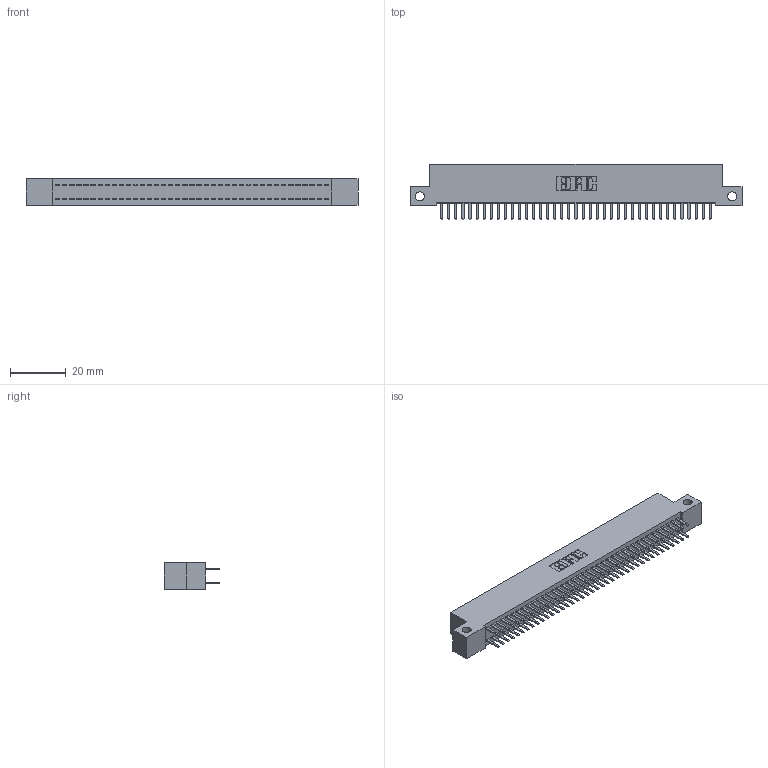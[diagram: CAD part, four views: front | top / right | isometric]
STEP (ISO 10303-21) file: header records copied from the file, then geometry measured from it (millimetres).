
FILE_DESCRIPTION (( 'STEP AP203' ), '1' );
FILE_NAME ('392-078-520-212.STEP', '2018-08-18T01:57:08', ( '' ), ( '' ), 'SwSTEP 2.0', 'SolidWorks 2016', '' );
FILE_SCHEMA (( 'CONFIG_CONTROL_DESIGN' ));
Length unit declared in the file: inch
Products named in the file (3): 392-078-520-212; 342 Part_Side Mount; 345-292-001_345-293-120
Assembly tree (79 placements, depth 2):
  392-078-520-212
    342 Part_Side Mount
    345-292-001_345-293-120  x78
Bounding box: 119.38 x 20.02 x 9.4 mm (x, y, z)
Volume: 10603.9 mm3; surface area: 16945.8 mm2
Topology: 79 solids, 79 shells, 4478 faces, 13013 edges, 8466 vertices
Faces by surface type: plane 3030, cylinder 1448
Entity records: 25463 total; most frequent: CARTESIAN_POINT 4234, ORIENTED_EDGE 4158, DIRECTION 3611, EDGE_CURVE 2079, VECTOR 1947, LINE 1947, VERTEX_POINT 1382, AXIS2_PLACEMENT_3D 832
